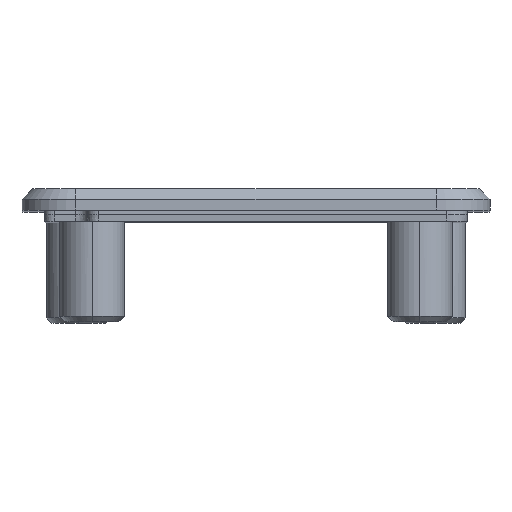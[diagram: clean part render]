
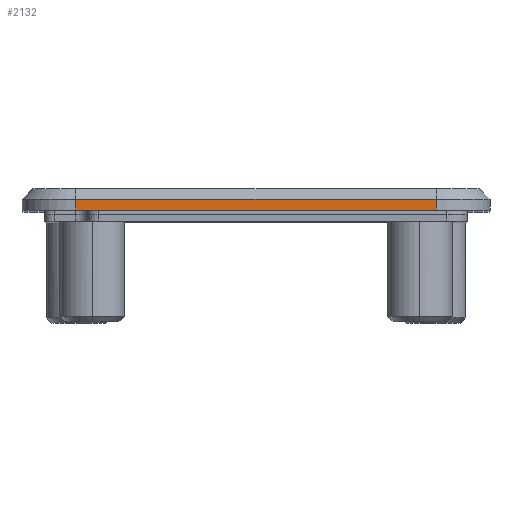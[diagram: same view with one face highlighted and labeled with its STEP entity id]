
A CAD part, top view. The second image highlights one B-rep face of the part: STEP entity #2132.
In plain terms, the highlighted planar face has unit normal (0, 0, 1).
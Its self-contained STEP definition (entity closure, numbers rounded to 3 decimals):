
#76 = DIRECTION ( 'NONE',  ( 1., 0., 0. ) ) ;
#80 = FACE_OUTER_BOUND ( 'NONE', #1028, .T. ) ;
#106 = VECTOR ( 'NONE', #76, 1000. ) ;
#169 = LINE ( 'NONE', #2195, #2084 ) ;
#191 = VERTEX_POINT ( 'NONE', #2121 ) ;
#317 = VERTEX_POINT ( 'NONE', #3175 ) ;
#341 = DIRECTION ( 'NONE',  ( 0., -1., 0. ) ) ;
#395 = DIRECTION ( 'NONE',  ( -1., 0., 0. ) ) ;
#421 = ORIENTED_EDGE ( 'NONE', *, *, #811, .T. ) ;
#464 = ORIENTED_EDGE ( 'NONE', *, *, #2170, .T. ) ;
#678 = VERTEX_POINT ( 'NONE', #2530 ) ;
#811 = EDGE_CURVE ( 'NONE', #191, #678, #1826, .T. ) ;
#870 = CARTESIAN_POINT ( 'NONE',  ( 16.75, 18.45, 53. ) ) ;
#1024 = DIRECTION ( 'NONE',  ( 0., -1., 0. ) ) ;
#1028 = EDGE_LOOP ( 'NONE', ( #1295, #464, #421, #2064 ) ) ;
#1062 = PLANE ( 'NONE',  #1234 ) ;
#1098 = VERTEX_POINT ( 'NONE', #870 ) ;
#1234 = AXIS2_PLACEMENT_3D ( 'NONE', #2243, #3048, #2547 ) ;
#1295 = ORIENTED_EDGE ( 'NONE', *, *, #2424, .F. ) ;
#1490 = EDGE_CURVE ( 'NONE', #678, #1098, #2021, .T. ) ;
#1826 = LINE ( 'NONE', #2804, #2287 ) ;
#2021 = LINE ( 'NONE', #2305, #106 ) ;
#2064 = ORIENTED_EDGE ( 'NONE', *, *, #1490, .T. ) ;
#2084 = VECTOR ( 'NONE', #1024, 1000. ) ;
#2121 = CARTESIAN_POINT ( 'NONE',  ( -16.75, 19.45, 53. ) ) ;
#2132 = ADVANCED_FACE ( 'NONE', ( #80 ), #1062, .F. ) ;
#2170 = EDGE_CURVE ( 'NONE', #317, #191, #3092, .T. ) ;
#2195 = CARTESIAN_POINT ( 'NONE',  ( 16.75, 20.45, 53. ) ) ;
#2243 = CARTESIAN_POINT ( 'NONE',  ( -16.75, 20.45, 53. ) ) ;
#2287 = VECTOR ( 'NONE', #341, 1000. ) ;
#2305 = CARTESIAN_POINT ( 'NONE',  ( -16.75, 18.45, 53. ) ) ;
#2424 = EDGE_CURVE ( 'NONE', #317, #1098, #169, .T. ) ;
#2530 = CARTESIAN_POINT ( 'NONE',  ( -16.75, 18.45, 53. ) ) ;
#2547 = DIRECTION ( 'NONE',  ( -1., 0., 0. ) ) ;
#2803 = CARTESIAN_POINT ( 'NONE',  ( -16.75, 19.45, 53. ) ) ;
#2804 = CARTESIAN_POINT ( 'NONE',  ( -16.75, 20.45, 53. ) ) ;
#2962 = VECTOR ( 'NONE', #395, 1000. ) ;
#3048 = DIRECTION ( 'NONE',  ( 0., 0., -1. ) ) ;
#3092 = LINE ( 'NONE', #2803, #2962 ) ;
#3175 = CARTESIAN_POINT ( 'NONE',  ( 16.75, 19.45, 53. ) ) ;
